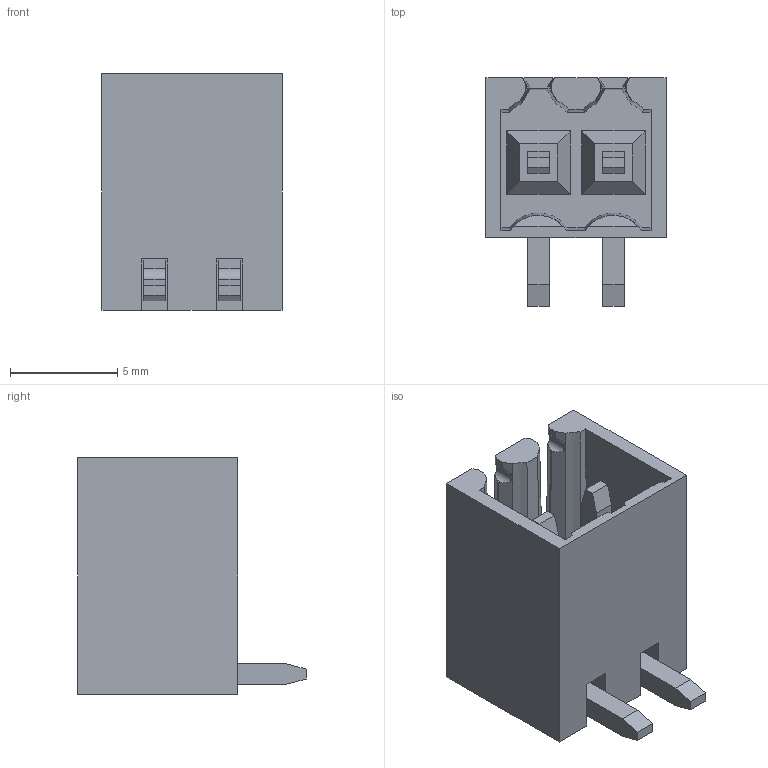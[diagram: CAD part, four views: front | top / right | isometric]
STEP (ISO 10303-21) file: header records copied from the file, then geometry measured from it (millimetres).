
FILE_DESCRIPTION(('STEP AP214'),'1');
FILE_NAME('58274.stp','2017-06-19T19:19:07',('TraceParts'),('TraceParts S.A.'),'Spatial InterOp 3D',' ',' ');
FILE_SCHEMA(('automotive_design'));
Length unit declared in the file: millimetre
Products named in the file (1): 58274
Bounding box: 8.4 x 10.65 x 11.05 mm (x, y, z)
Volume: 368.2 mm3; surface area: 863.9 mm2
Topology: 1 solids, 1 shells, 132 faces, 378 edges, 252 vertices
Faces by surface type: plane 110, cylinder 16, cone 6
Entity records: 5406 total; most frequent: CARTESIAN_POINT 835, ORIENTED_EDGE 756, DIRECTION 696, EDGE_CURVE 378, LINE 302, VECTOR 302, VERTEX_POINT 252, AXIS2_PLACEMENT_3D 197
